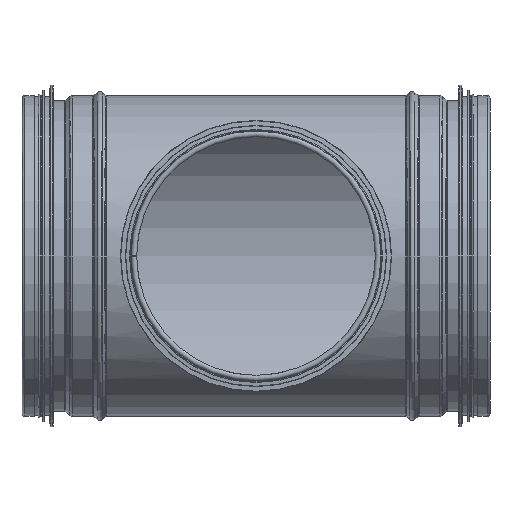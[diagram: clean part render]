
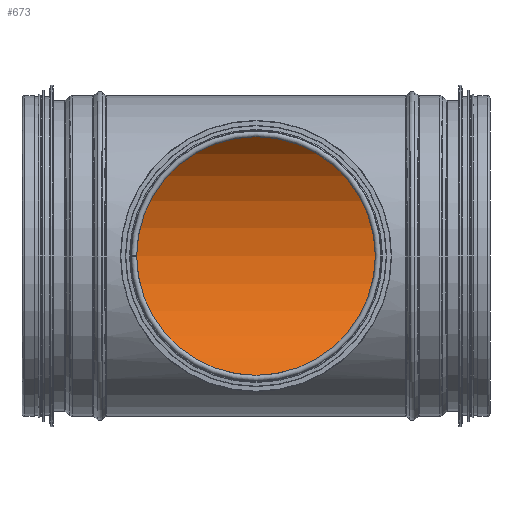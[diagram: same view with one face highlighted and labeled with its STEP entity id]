
A CAD part, left-side view. The second image highlights one B-rep face of the part: STEP entity #673.
In plain terms, the highlighted cylindrical face has radius 79 mm (diameter 158 mm), a full revolution.
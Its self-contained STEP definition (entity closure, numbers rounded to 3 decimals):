
#546=CARTESIAN_POINT('',(-50.169,115.5,-61.025));
#547=VERTEX_POINT('',#546);
#548=CARTESIAN_POINT('',(-50.169,115.5,-61.025));
#549=CARTESIAN_POINT('',(-50.169,119.628,-61.025));
#550=CARTESIAN_POINT('',(-50.694,123.752,-60.603));
#551=CARTESIAN_POINT('',(-52.596,131.765,-58.96));
#552=CARTESIAN_POINT('',(-53.964,135.656,-57.74));
#553=CARTESIAN_POINT('',(-57.135,143.043,-54.603));
#554=CARTESIAN_POINT('',(-58.937,146.544,-52.684));
#555=CARTESIAN_POINT('',(-62.592,153.023,-48.284));
#556=CARTESIAN_POINT('',(-64.445,156.,-45.802));
#557=CARTESIAN_POINT('',(-67.859,161.236,-40.567));
#558=CARTESIAN_POINT('',(-69.556,163.703,-37.629));
#559=CARTESIAN_POINT('',(-72.686,168.119,-31.155));
#560=CARTESIAN_POINT('',(-74.119,170.069,-27.618));
#561=CARTESIAN_POINT('',(-76.491,173.249,-20.139));
#562=CARTESIAN_POINT('',(-77.431,174.482,-16.188));
#563=CARTESIAN_POINT('',(-78.686,176.12,-8.131));
#564=CARTESIAN_POINT('',(-79.0,176.525,-4.025));
#565=CARTESIAN_POINT('',(-79.0,176.525,4.025));
#566=CARTESIAN_POINT('',(-78.686,176.12,8.131));
#567=CARTESIAN_POINT('',(-77.431,174.482,16.188));
#568=CARTESIAN_POINT('',(-76.491,173.249,20.139));
#569=CARTESIAN_POINT('',(-74.119,170.069,27.618));
#570=CARTESIAN_POINT('',(-72.686,168.119,31.155));
#571=CARTESIAN_POINT('',(-69.556,163.703,37.629));
#572=CARTESIAN_POINT('',(-67.859,161.236,40.567));
#573=CARTESIAN_POINT('',(-64.445,156.,45.802));
#574=CARTESIAN_POINT('',(-62.592,153.023,48.284));
#575=CARTESIAN_POINT('',(-58.937,146.544,52.684));
#576=CARTESIAN_POINT('',(-57.135,143.043,54.603));
#577=CARTESIAN_POINT('',(-53.964,135.656,57.74));
#578=CARTESIAN_POINT('',(-52.596,131.765,58.96));
#579=CARTESIAN_POINT('',(-50.694,123.752,60.603));
#580=CARTESIAN_POINT('',(-50.169,119.628,61.025));
#581=CARTESIAN_POINT('',(-50.169,111.372,61.025));
#582=CARTESIAN_POINT('',(-50.694,107.248,60.603));
#583=CARTESIAN_POINT('',(-52.596,99.235,58.96));
#584=CARTESIAN_POINT('',(-53.964,95.344,57.74));
#585=CARTESIAN_POINT('',(-57.135,87.957,54.603));
#586=CARTESIAN_POINT('',(-58.937,84.456,52.684));
#587=CARTESIAN_POINT('',(-62.592,77.977,48.284));
#588=CARTESIAN_POINT('',(-64.445,75.,45.802));
#589=CARTESIAN_POINT('',(-67.859,69.764,40.567));
#590=CARTESIAN_POINT('',(-69.556,67.297,37.629));
#591=CARTESIAN_POINT('',(-72.686,62.881,31.155));
#592=CARTESIAN_POINT('',(-74.119,60.931,27.618));
#593=CARTESIAN_POINT('',(-76.491,57.751,20.139));
#594=CARTESIAN_POINT('',(-77.431,56.518,16.188));
#595=CARTESIAN_POINT('',(-78.686,54.88,8.131));
#596=CARTESIAN_POINT('',(-79.,54.475,4.025));
#597=CARTESIAN_POINT('',(-79.0,54.475,-4.025));
#598=CARTESIAN_POINT('',(-78.686,54.88,-8.131));
#599=CARTESIAN_POINT('',(-77.431,56.518,-16.188));
#600=CARTESIAN_POINT('',(-76.491,57.751,-20.139));
#601=CARTESIAN_POINT('',(-74.119,60.931,-27.618));
#602=CARTESIAN_POINT('',(-72.686,62.881,-31.155));
#603=CARTESIAN_POINT('',(-69.556,67.297,-37.629));
#604=CARTESIAN_POINT('',(-67.859,69.764,-40.567));
#605=CARTESIAN_POINT('',(-64.445,75.,-45.802));
#606=CARTESIAN_POINT('',(-62.592,77.977,-48.284));
#607=CARTESIAN_POINT('',(-58.937,84.456,-52.684));
#608=CARTESIAN_POINT('',(-57.135,87.957,-54.603));
#609=CARTESIAN_POINT('',(-53.964,95.344,-57.74));
#610=CARTESIAN_POINT('',(-52.596,99.235,-58.96));
#611=CARTESIAN_POINT('',(-50.694,107.248,-60.603));
#612=CARTESIAN_POINT('',(-50.169,111.372,-61.025));
#613=CARTESIAN_POINT('',(-50.169,115.5,-61.025));
#614=B_SPLINE_CURVE_WITH_KNOTS('',3,(#548,#549,#550,#551,#552,#553,#554,#555,#556,#557,#558,#559,#560,#561,#562,#563,#564,#565,#566,#567,#568,#569,#570,#571,#572,#573,#574,#575,#576,#577,#578,#579,#580,#581,#582,#583,#584,#585,#586,#587,#588,#589,#590,#591,#592,#593,#594,#595,#596,#597,#598,#599,#600,#601,#602,#603,#604,#605,#606,#607,#608,#609,#610,#611,#612,#613),.UNSPECIFIED.,.T.,.U.,(4,2,2,2,2,2,2,2,2,2,2,2,2,2,2,2,2,2,2,2,2,2,2,2,2,2,2,2,2,2,2,2,4),(0.0,1.238,2.477,3.715,4.954,6.161,7.369,8.576,9.783,10.991,12.198,13.406,14.613,15.851,17.09,18.328,19.567,20.805,22.044,23.282,24.521,25.728,26.935,28.143,29.35,30.558,31.765,32.972,34.18,35.418,36.657,37.895,39.134),.UNSPECIFIED.);
#615=EDGE_CURVE('',#547,#547,#614,.T.);
#643=CARTESIAN_POINT('',(0.0,78.5,0.0));
#644=DIRECTION('',(0.0,-1.0,0.0));
#645=DIRECTION('',(1.0,0.0,0.0));
#646=AXIS2_PLACEMENT_3D('',#643,#644,#645);
#647=CYLINDRICAL_SURFACE('',#646,79.0);
#648=CARTESIAN_POINT('',(79.0,41.5,0.0));
#649=VERTEX_POINT('',#648);
#650=CARTESIAN_POINT('',(0.0,41.5,0.0));
#651=DIRECTION('',(0.0,-1.0,0.0));
#652=DIRECTION('',(1.0,0.0,0.0));
#653=AXIS2_PLACEMENT_3D('',#650,#651,#652);
#654=CIRCLE('',#653,79.0);
#655=EDGE_CURVE('',#649,#649,#654,.T.);
#656=ORIENTED_EDGE('',*,*,#655,.T.);
#657=EDGE_LOOP('',(#656));
#658=FACE_OUTER_BOUND('',#657,.T.);
#659=ORIENTED_EDGE('',*,*,#615,.F.);
#660=EDGE_LOOP('',(#659));
#661=FACE_BOUND('',#660,.T.);
#662=CARTESIAN_POINT('',(79.0,189.5,0.0));
#663=VERTEX_POINT('',#662);
#664=CARTESIAN_POINT('',(0.0,189.5,0.0));
#665=DIRECTION('',(0.0,-1.0,0.0));
#666=DIRECTION('',(1.0,0.0,0.0));
#667=AXIS2_PLACEMENT_3D('',#664,#665,#666);
#668=CIRCLE('',#667,79.0);
#669=EDGE_CURVE('',#663,#663,#668,.T.);
#670=ORIENTED_EDGE('',*,*,#669,.F.);
#671=EDGE_LOOP('',(#670));
#672=FACE_BOUND('',#671,.T.);
#673=ADVANCED_FACE('',(#658,#661,#672),#647,.F.);
